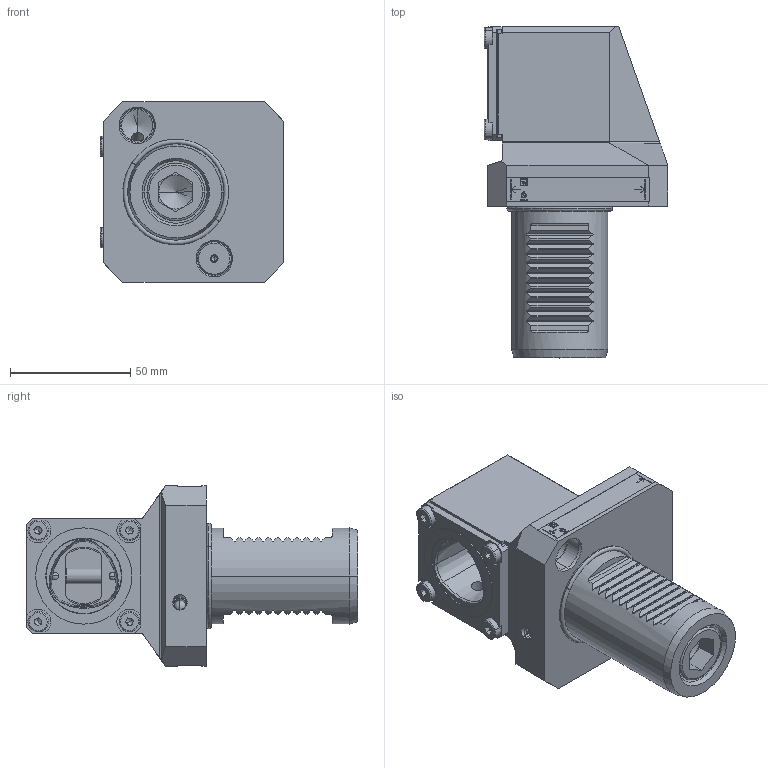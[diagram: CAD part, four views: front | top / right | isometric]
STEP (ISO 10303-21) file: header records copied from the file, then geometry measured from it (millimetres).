
FILE_DESCRIPTION (( 'STEP AP214' ), '1' );
FILE_NAME ('REA.PS4.VD4.051.STEP', '2024-12-11T12:23:58', ( '' ), ( '' ), 'SwSTEP 2.0', 'SolidWorks 2022', '' );
FILE_SCHEMA (( 'AUTOMOTIVE_DESIGN' ));
Length unit declared in the file: millimetre
Products named in the file (23): ISO 4762 - M16 x 65; REA.PS4.VD4.051; VD4-ER1.014.010_A; DIN 3771 - 37x1.5; KVT_MB_600_060; ISO 8734 - 5 x 12_PreviewCfg; DIN 3771 - 11x1.5; U40-PS4.ER1.025_B; DIN 6325_ø2.5x8_2x6; U40-PS4.023.006_D; DIN 3771 - 40x2; DIN 6325_ø3x10_2x6; VD4-ER1.014.010; VD4-ER1.040.066_B; U40-PS4.ERx.010_A_Links gewinde; ISO 4762 - M3 x 25-12.9_PreviewCfg; U40-PS4.ER1.036_A; DIN 3771 - 38x1.5; U40-PS4.ERx.010_A; U40-PS4.048.006; VD4-ER1.040.066; DIN 7984 - M5 x 16; REA-PS4.VD4.051-11_A
Assembly tree (27 placements, depth 3):
  REA.PS4.VD4.051
    REA-PS4.VD4.051-11_A
    VD4-ER1.040.066
      VD4-ER1.040.066_B
      ISO 4762 - M16 x 65
      ISO 8734 - 5 x 12_PreviewCfg
      DIN 3771 - 40x2
    VD4-ER1.014.010
      VD4-ER1.014.010_A
      DIN 3771 - 11x1.5
    KVT_MB_600_060
    U40-PS4.048.006
      U40-PS4.ER1.025_B
      U40-PS4.ERx.010_A
      U40-PS4.ERx.010_A_Links gewinde
      U40-PS4.ER1.036_A
      U40-PS4.023.006_D
      DIN 7984 - M5 x 16  x4
      DIN 6325_ø2.5x8_2x6
      DIN 3771 - 37x1.5
      ISO 4762 - M3 x 25-12.9_PreviewCfg  x2
      DIN 6325_ø3x10_2x6  x2
      DIN 3771 - 38x1.5
Bounding box: 76.5 x 138 x 75 mm (x, y, z)
Volume: 300657.2 mm3; surface area: 83112.5 mm2
Topology: 25 solids, 25 shells, 922 faces, 2338 edges, 1463 vertices
Faces by surface type: plane 389, cone 226, cylinder 218, torus 73, sphere 14, bspline 2
Entity records: 28065 total; most frequent: CARTESIAN_POINT 6690, ORIENTED_EDGE 4098, DIRECTION 4057, EDGE_CURVE 2049, AXIS2_PLACEMENT_3D 1523, VERTEX_POINT 1316, VECTOR 1011, LINE 1011
